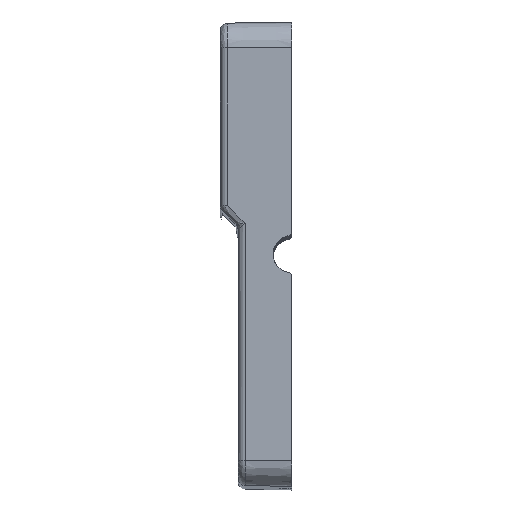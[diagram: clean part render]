
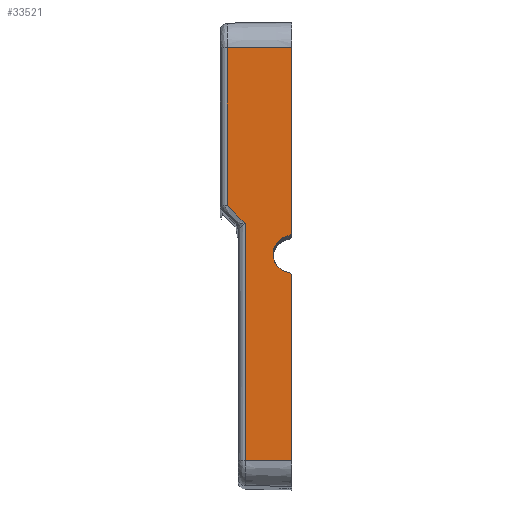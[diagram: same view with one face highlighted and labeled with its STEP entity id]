
A CAD part, top view. The second image highlights one B-rep face of the part: STEP entity #33521.
In plain terms, the highlighted planar face has unit normal (-0.018, 0, 1).
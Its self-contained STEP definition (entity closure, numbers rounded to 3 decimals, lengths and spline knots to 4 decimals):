
#1233 = LINE ( 'NONE', #34391, #39222 ) ;
#1725 = EDGE_CURVE ( 'NONE', #8490, #2426, #48706, .T. ) ;
#2252 = LINE ( 'NONE', #6439, #44486 ) ;
#2426 = VERTEX_POINT ( 'NONE', #2505 ) ;
#2505 = CARTESIAN_POINT ( 'NONE',  ( -0.4509, 0.3398, 7.4371 ) ) ;
#2621 = CARTESIAN_POINT ( 'NONE',  ( -0.0175, 0.129, 7.4447 ) ) ;
#2777 = CARTESIAN_POINT ( 'NONE',  ( -0.2219, -0.103, 7.4411 ) ) ;
#2873 = CARTESIAN_POINT ( 'NONE',  ( 0., -0.145, 7.445 ) ) ;
#2930 = ORIENTED_EDGE ( 'NONE', *, *, #20428, .T. ) ;
#3130 = VECTOR ( 'NONE', #36286, 39.3701 ) ;
#3276 = CARTESIAN_POINT ( 'NONE',  ( -0.0011, 0.1407, 7.445 ) ) ;
#3357 = PLANE ( 'NONE',  #13126 ) ;
#3944 = DIRECTION ( 'NONE',  ( 1., 0., 0.017 ) ) ;
#4475 = ORIENTED_EDGE ( 'NONE', *, *, #16013, .T. ) ;
#4703 = ORIENTED_EDGE ( 'NONE', *, *, #22258, .F. ) ;
#5015 = VERTEX_POINT ( 'NONE', #19169 ) ;
#5808 = EDGE_CURVE ( 'NONE', #2426, #46152, #2252, .T. ) ;
#6131 = LINE ( 'NONE', #21215, #3130 ) ;
#6181 = CARTESIAN_POINT ( 'NONE',  ( -0.3259, -1.445, 7.4393 ) ) ;
#6439 = CARTESIAN_POINT ( 'NONE',  ( -0.4509, 0.3398, 7.4371 ) ) ;
#6478 = CARTESIAN_POINT ( 'NONE',  ( -0.2219, 0.103, 7.4411 ) ) ;
#6742 = CARTESIAN_POINT ( 'NONE',  ( 0., 0.1488, 7.445 ) ) ;
#8062 = CARTESIAN_POINT ( 'NONE',  ( -0.3749, 0., 7.4385 ) ) ;
#8490 = VERTEX_POINT ( 'NONE', #38026 ) ;
#9123 = LINE ( 'NONE', #24168, #12282 ) ;
#9216 = ORIENTED_EDGE ( 'NONE', *, *, #22802, .F. ) ;
#9834 = CARTESIAN_POINT ( 'NONE',  ( 0., -0.1488, 7.445 ) ) ;
#9890 = VERTEX_POINT ( 'NONE', #10563 ) ;
#10187 = VECTOR ( 'NONE', #3944, 39.3701 ) ;
#10563 = CARTESIAN_POINT ( 'NONE',  ( 0., 1.445, 7.445 ) ) ;
#11473 = CARTESIAN_POINT ( 'NONE',  ( 0., 0., 7.445 ) ) ;
#12282 = VECTOR ( 'NONE', #20470, 39.3701 ) ;
#13126 = AXIS2_PLACEMENT_3D ( 'NONE', #8062, #36980, #30298 ) ;
#13784 = CARTESIAN_POINT ( 'NONE',  ( -0.0175, -0.129, 7.4447 ) ) ;
#15359 = CARTESIAN_POINT ( 'NONE',  ( -0.4509, 0., 7.4371 ) ) ;
#16013 = EDGE_CURVE ( 'NONE', #33154, #9890, #20175, .T. ) ;
#16305 = CARTESIAN_POINT ( 'NONE',  ( -0.0175, -0.129, 7.4447 ) ) ;
#19169 = CARTESIAN_POINT ( 'NONE',  ( 0., -1.445, 7.445 ) ) ;
#20175 = LINE ( 'NONE', #11473, #42996 ) ;
#20245 = ORIENTED_EDGE ( 'NONE', *, *, #25979, .T. ) ;
#20428 = EDGE_CURVE ( 'NONE', #5015, #34243, #9123, .T. ) ;
#20470 = DIRECTION ( 'NONE',  ( 0., 1., 0. ) ) ;
#21215 = CARTESIAN_POINT ( 'NONE',  ( -0.3749, 1.445, 7.4385 ) ) ;
#21946 = B_SPLINE_CURVE_WITH_KNOTS ( 'NONE', 3,
 ( #13784, #43428, #28843, #47876, #2873, #9834 ),
 .UNSPECIFIED., .F., .F.,
 ( 4, 2, 4 ),
 ( 0., 0.5, 1. ),
 .UNSPECIFIED. ) ;
#21974 = ORIENTED_EDGE ( 'NONE', *, *, #43558, .T. ) ;
#22061 = CARTESIAN_POINT ( 'NONE',  ( -0.0069, 0.133, 7.4449 ) ) ;
#22258 = EDGE_CURVE ( 'NONE', #40605, #34243, #21946, .T. ) ;
#22522 = CARTESIAN_POINT ( 'NONE',  ( 0., -0.1488, 7.445 ) ) ;
#22738 = CARTESIAN_POINT ( 'NONE',  ( -0.3749, -1.445, 7.4385 ) ) ;
#22802 = EDGE_CURVE ( 'NONE', #35159, #46152, #1233, .T. ) ;
#23982 = DIRECTION ( 'NONE',  ( 0., 1., 0. ) ) ;
#24168 = CARTESIAN_POINT ( 'NONE',  ( 0., 0., 7.445 ) ) ;
#25509 = CARTESIAN_POINT ( 'NONE',  ( -0.0175, 0.129, 7.4447 ) ) ;
#25979 = EDGE_CURVE ( 'NONE', #40605, #33478, #35975, .T. ) ;
#26014 = CARTESIAN_POINT ( 'NONE',  ( -0.0117, 0.1297, 7.4448 ) ) ;
#27273 = EDGE_CURVE ( 'NONE', #35159, #5015, #37808, .T. ) ;
#28843 = CARTESIAN_POINT ( 'NONE',  ( -0.0069, -0.133, 7.4449 ) ) ;
#30298 = DIRECTION ( 'NONE',  ( 1., 0., 0.017 ) ) ;
#30501 = B_SPLINE_CURVE_WITH_KNOTS ( 'NONE', 3,
 ( #6742, #36897, #3276, #22061, #26014, #48265 ),
 .UNSPECIFIED., .F., .F.,
 ( 4, 2, 4 ),
 ( 0., 0.5, 1. ),
 .UNSPECIFIED. ) ;
#31875 = VECTOR ( 'NONE', #44502, 39.3701 ) ;
#31933 = DIRECTION ( 'NONE',  ( 0.707, -0.707, 0.012 ) ) ;
#33154 = VERTEX_POINT ( 'NONE', #38248 ) ;
#33478 = VERTEX_POINT ( 'NONE', #2621 ) ;
#33518 = EDGE_LOOP ( 'NONE', ( #4703, #20245, #42742, #4475, #21974, #41041, #40441, #9216, #47223, #2930 ) ) ;
#33521 = ADVANCED_FACE ( 'NONE', ( #41896 ), #3357, .T. ) ;
#34243 = VERTEX_POINT ( 'NONE', #22522 ) ;
#34391 = CARTESIAN_POINT ( 'NONE',  ( -0.3259, 0.0975, 7.4393 ) ) ;
#34450 = DIRECTION ( 'NONE',  ( 0., 1., 0. ) ) ;
#35159 = VERTEX_POINT ( 'NONE', #6181 ) ;
#35975 =( BOUNDED_CURVE ( )  B_SPLINE_CURVE ( 3, ( #40580, #2777, #6478, #25509 ),
 .UNSPECIFIED., .F., .F. ) 
 B_SPLINE_CURVE_WITH_KNOTS ( ( 4, 4 ),
 ( 1.6971, 4.5861 ),
 .UNSPECIFIED. ) 
 CURVE ( )  GEOMETRIC_REPRESENTATION_ITEM ( )  RATIONAL_B_SPLINE_CURVE ( ( 1., 0.417, 0.417, 1. ) ) 
 REPRESENTATION_ITEM ( '' )  );
#36286 = DIRECTION ( 'NONE',  ( -1., 0., -0.017 ) ) ;
#36897 = CARTESIAN_POINT ( 'NONE',  ( 0., 0.145, 7.445 ) ) ;
#36980 = DIRECTION ( 'NONE',  ( -0.017, 0., 1. ) ) ;
#37808 = LINE ( 'NONE', #22738, #10187 ) ;
#38026 = CARTESIAN_POINT ( 'NONE',  ( -0.4509, 1.445, 7.4371 ) ) ;
#38248 = CARTESIAN_POINT ( 'NONE',  ( 0., 0.1488, 7.445 ) ) ;
#39222 = VECTOR ( 'NONE', #23982, 39.3701 ) ;
#40441 = ORIENTED_EDGE ( 'NONE', *, *, #5808, .T. ) ;
#40580 = CARTESIAN_POINT ( 'NONE',  ( -0.0175, -0.129, 7.4447 ) ) ;
#40605 = VERTEX_POINT ( 'NONE', #16305 ) ;
#41041 = ORIENTED_EDGE ( 'NONE', *, *, #1725, .T. ) ;
#41896 = FACE_OUTER_BOUND ( 'NONE', #33518, .T. ) ;
#42742 = ORIENTED_EDGE ( 'NONE', *, *, #48011, .F. ) ;
#42996 = VECTOR ( 'NONE', #34450, 39.3701 ) ;
#43428 = CARTESIAN_POINT ( 'NONE',  ( -0.0117, -0.1297, 7.4448 ) ) ;
#43558 = EDGE_CURVE ( 'NONE', #9890, #8490, #6131, .T. ) ;
#44486 = VECTOR ( 'NONE', #31933, 39.3701 ) ;
#44502 = DIRECTION ( 'NONE',  ( 0., -1., 0. ) ) ;
#46152 = VERTEX_POINT ( 'NONE', #46242 ) ;
#46242 = CARTESIAN_POINT ( 'NONE',  ( -0.3259, 0.2148, 7.4393 ) ) ;
#47223 = ORIENTED_EDGE ( 'NONE', *, *, #27273, .T. ) ;
#47876 = CARTESIAN_POINT ( 'NONE',  ( -0.0011, -0.1407, 7.445 ) ) ;
#48011 = EDGE_CURVE ( 'NONE', #33154, #33478, #30501, .T. ) ;
#48265 = CARTESIAN_POINT ( 'NONE',  ( -0.0175, 0.129, 7.4447 ) ) ;
#48706 = LINE ( 'NONE', #15359, #31875 ) ;
